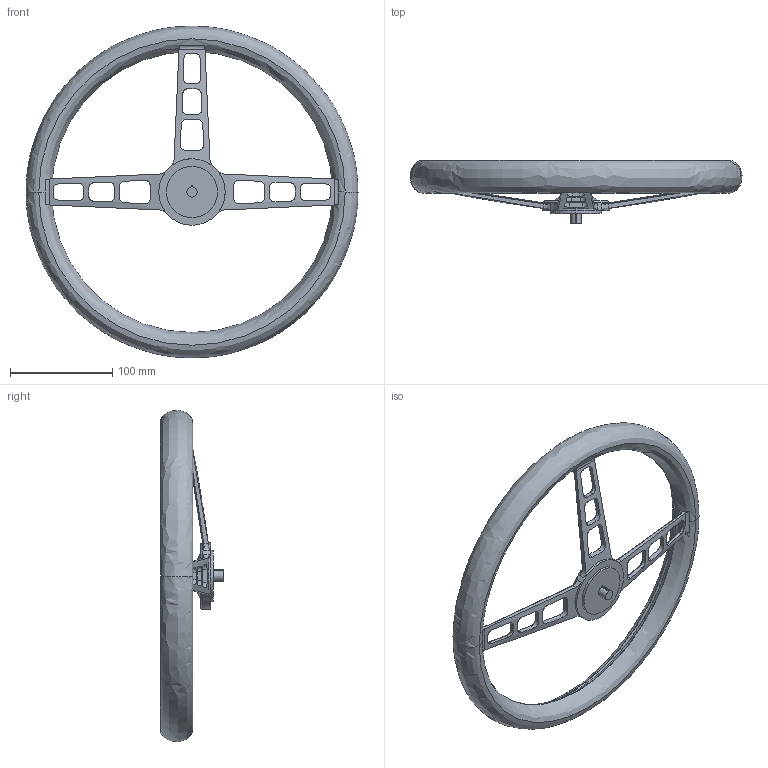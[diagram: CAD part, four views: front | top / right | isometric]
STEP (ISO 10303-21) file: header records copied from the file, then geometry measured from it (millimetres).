
FILE_DESCRIPTION (( 'STEP AP203' ), '1' );
FILE_NAME ('Steering wheel_Default_sldprt.STEP', '2023-03-14T10:21:51', ( '' ), ( '' ), 'SwSTEP 2.0', 'SolidWorks 2021', '' );
FILE_SCHEMA (( 'CONFIG_CONTROL_DESIGN' ));
Length unit declared in the file: millimetre
Products named in the file (1): Steering wheel_Default_sldprt
Bounding box: 324.95 x 61.8 x 324.85 mm (x, y, z)
Volume: 599460.8 mm3; surface area: 109213.4 mm2
Topology: 1 solids, 1 shells, 255 faces, 690 edges, 418 vertices
Faces by surface type: bspline 180, cylinder 50, plane 25
Entity records: 17697 total; most frequent: CARTESIAN_POINT 12790, ORIENTED_EDGE 1352, EDGE_CURVE 676, DIRECTION 510, VERTEX_POINT 418, B_SPLINE_CURVE_WITH_KNOTS 406, EDGE_LOOP 274, FACE_OUTER_BOUND 255
